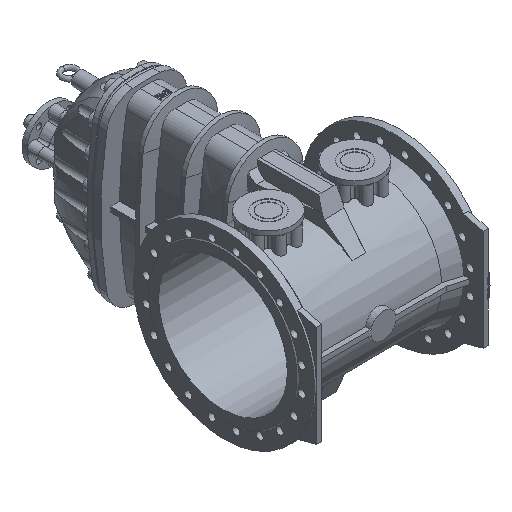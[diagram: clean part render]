
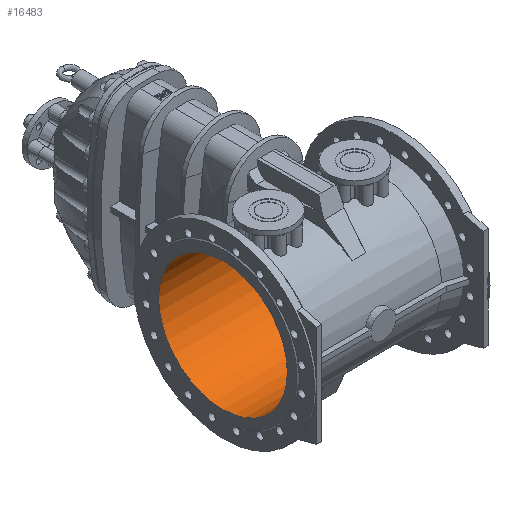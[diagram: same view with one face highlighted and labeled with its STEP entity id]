
A CAD part, isometric view. The second image highlights one B-rep face of the part: STEP entity #16483.
In plain terms, the highlighted cylindrical face has radius 254 mm (diameter 508 mm), a full revolution.
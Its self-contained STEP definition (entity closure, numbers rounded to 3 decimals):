
#1500 = AXIS2_PLACEMENT_3D ( 'NONE', #14787, #14788, #14789 ) ;
#1823 = AXIS2_PLACEMENT_3D ( 'NONE', #23062, #23063, #23064 ) ;
#1962 = AXIS2_PLACEMENT_3D ( 'NONE', #26340, #26341, #26183 ) ;
#4662 = CIRCLE ( 'NONE', #1500, 254. ) ;
#6700 = ORIENTED_EDGE ( 'NONE', *, *, #9800, .F. ) ;
#6703 = ORIENTED_EDGE ( 'NONE', *, *, #16258, .T. ) ;
#9800 = EDGE_CURVE ( 'NONE', #20855, #20855, #4662, .T. ) ;
#11428 = FACE_OUTER_BOUND ( 'NONE', #13374, .T. ) ;
#11431 = FACE_OUTER_BOUND ( 'NONE', #13388, .T. ) ;
#11433 = CYLINDRICAL_SURFACE ( 'NONE', #1962, 254. ) ;
#13374 = EDGE_LOOP ( 'NONE', ( #6703 ) ) ;
#13388 = EDGE_LOOP ( 'NONE', ( #6700 ) ) ;
#14787 = CARTESIAN_POINT ( 'NONE',  ( 350., 0., 0. ) ) ;
#14788 = DIRECTION ( 'NONE',  ( -1., 0., 0. ) ) ;
#14789 = DIRECTION ( 'NONE',  ( 0., 0., 1. ) ) ;
#16258 = EDGE_CURVE ( 'NONE', #21041, #21041, #25106, .T. ) ;
#16483 = ADVANCED_FACE ( 'NONE', ( #11431, #11428 ), #11433, .F. ) ;
#20855 = VERTEX_POINT ( 'NONE', #22882 ) ;
#21041 = VERTEX_POINT ( 'NONE', #22958 ) ;
#22882 = CARTESIAN_POINT ( 'NONE',  ( 350., 0., 254. ) ) ;
#22958 = CARTESIAN_POINT ( 'NONE',  ( -350., 0., 254. ) ) ;
#23062 = CARTESIAN_POINT ( 'NONE',  ( -350., 0., 0. ) ) ;
#23063 = DIRECTION ( 'NONE',  ( -1., 0., 0. ) ) ;
#23064 = DIRECTION ( 'NONE',  ( 0., 0., 1. ) ) ;
#25106 = CIRCLE ( 'NONE', #1823, 254. ) ;
#26183 = DIRECTION ( 'NONE',  ( 0., 0., 1. ) ) ;
#26340 = CARTESIAN_POINT ( 'NONE',  ( 350., 0., 0. ) ) ;
#26341 = DIRECTION ( 'NONE',  ( -1., 0., 0. ) ) ;
